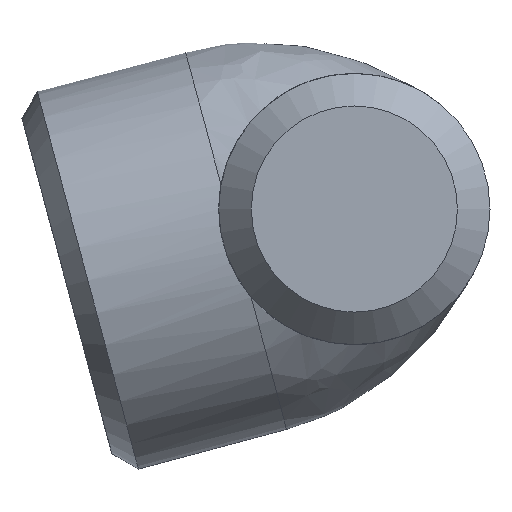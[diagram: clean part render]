
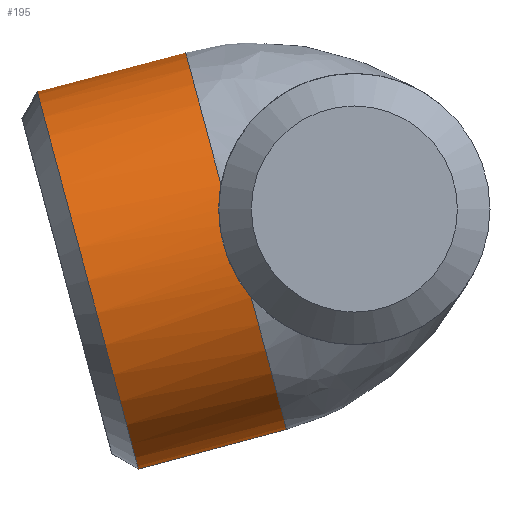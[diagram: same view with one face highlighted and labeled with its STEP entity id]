
A CAD part, front view. The second image highlights one B-rep face of the part: STEP entity #195.
In plain terms, the highlighted cylindrical face has radius 1.8 mm (diameter 3.6 mm), a full revolution.
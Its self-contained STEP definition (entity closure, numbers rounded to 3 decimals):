
#18=B_SPLINE_CURVE_WITH_KNOTS('',3,(#307,#308,#309,#310,#311,#312,#313,
#314),.UNSPECIFIED.,.F.,.F.,(4,2,2,4),(0.559,0.591,
0.64,0.646),.UNSPECIFIED.);
#21=B_SPLINE_CURVE_WITH_KNOTS('',3,(#346,#347,#348,#349,#350,#351,#352,
#353),.UNSPECIFIED.,.F.,.F.,(4,2,2,4),(0.143,0.148,
0.197,0.229),.UNSPECIFIED.);
#22=B_SPLINE_CURVE_WITH_KNOTS('',3,(#356,#357,#358,#359,#360,#361),
 .UNSPECIFIED.,.F.,.F.,(4,2,4),(0.229,0.246,0.252),
 .UNSPECIFIED.);
#25=B_SPLINE_CURVE_WITH_KNOTS('',3,(#392,#393,#394,#395,#396,#397),
 .UNSPECIFIED.,.F.,.F.,(4,2,4),(0.537,0.542,0.559),
 .UNSPECIFIED.);
#42=FACE_OUTER_BOUND('',#55,.T.);
#55=EDGE_LOOP('',(#165,#166,#167,#168,#169,#170,#171,#172,#173,#174,#175));
#64=LINE('',#417,#71);
#71=VECTOR('',#284,1.8);
#78=CIRCLE('',#226,1.8);
#79=CIRCLE('',#227,1.8);
#81=CIRCLE('',#231,1.8);
#82=CIRCLE('',#232,1.8);
#83=CIRCLE('',#233,1.8);
#89=VERTEX_POINT('',#304);
#90=VERTEX_POINT('',#306);
#92=VERTEX_POINT('',#330);
#93=VERTEX_POINT('',#345);
#94=VERTEX_POINT('',#355);
#96=VERTEX_POINT('',#377);
#98=VERTEX_POINT('',#405);
#99=VERTEX_POINT('',#406);
#101=VERTEX_POINT('',#415);
#110=EDGE_CURVE('',#89,#90,#18,.T.);
#113=EDGE_CURVE('',#92,#93,#21,.T.);
#115=EDGE_CURVE('',#93,#94,#22,.T.);
#118=EDGE_CURVE('',#96,#89,#25,.T.);
#121=EDGE_CURVE('',#98,#99,#78,.T.);
#122=EDGE_CURVE('',#99,#98,#79,.T.);
#125=EDGE_CURVE('',#94,#96,#81,.T.);
#126=EDGE_CURVE('',#101,#92,#82,.T.);
#127=EDGE_CURVE('',#101,#99,#64,.T.);
#128=EDGE_CURVE('',#90,#101,#83,.T.);
#165=ORIENTED_EDGE('',*,*,#118,.F.);
#166=ORIENTED_EDGE('',*,*,#125,.F.);
#167=ORIENTED_EDGE('',*,*,#115,.F.);
#168=ORIENTED_EDGE('',*,*,#113,.F.);
#169=ORIENTED_EDGE('',*,*,#126,.F.);
#170=ORIENTED_EDGE('',*,*,#127,.T.);
#171=ORIENTED_EDGE('',*,*,#121,.F.);
#172=ORIENTED_EDGE('',*,*,#122,.F.);
#173=ORIENTED_EDGE('',*,*,#127,.F.);
#174=ORIENTED_EDGE('',*,*,#128,.F.);
#175=ORIENTED_EDGE('',*,*,#110,.F.);
#185=CYLINDRICAL_SURFACE('',#230,1.8);
#195=ADVANCED_FACE('',(#42),#185,.T.);
#226=AXIS2_PLACEMENT_3D('',#407,#269,#270);
#227=AXIS2_PLACEMENT_3D('',#408,#271,#272);
#230=AXIS2_PLACEMENT_3D('',#413,#278,#279);
#231=AXIS2_PLACEMENT_3D('',#414,#280,#281);
#232=AXIS2_PLACEMENT_3D('',#416,#282,#283);
#233=AXIS2_PLACEMENT_3D('',#418,#285,#286);
#269=DIRECTION('center_axis',(-0.966,0.,-0.259));
#270=DIRECTION('ref_axis',(0.259,0.,-0.966));
#271=DIRECTION('center_axis',(-0.966,0.,-0.259));
#272=DIRECTION('ref_axis',(0.259,0.,-0.966));
#278=DIRECTION('center_axis',(0.966,0.,0.259));
#279=DIRECTION('ref_axis',(-0.259,0.,0.966));
#280=DIRECTION('center_axis',(0.966,0.,0.259));
#281=DIRECTION('ref_axis',(0.259,0.,-0.966));
#282=DIRECTION('center_axis',(0.966,0.,0.259));
#283=DIRECTION('ref_axis',(0.259,0.,-0.966));
#284=DIRECTION('',(-0.966,0.,-0.259));
#285=DIRECTION('center_axis',(0.966,0.,0.259));
#286=DIRECTION('ref_axis',(0.259,0.,-0.966));
#304=CARTESIAN_POINT('',(25.287,-0.043,5.587));
#306=CARTESIAN_POINT('',(25.586,0.009,4.776));
#307=CARTESIAN_POINT('Ctrl Pts',(25.287,-0.043,5.587));
#308=CARTESIAN_POINT('Ctrl Pts',(25.287,-0.063,5.477));
#309=CARTESIAN_POINT('Ctrl Pts',(25.302,-0.073,5.367));
#310=CARTESIAN_POINT('Ctrl Pts',(25.372,-0.073,5.106));
#311=CARTESIAN_POINT('Ctrl Pts',(25.449,-0.049,4.95));
#312=CARTESIAN_POINT('Ctrl Pts',(25.563,-0.001,
4.804));
#313=CARTESIAN_POINT('Ctrl Pts',(25.574,0.004,4.79));
#314=CARTESIAN_POINT('Ctrl Pts',(25.586,0.009,4.776));
#330=CARTESIAN_POINT('',(25.586,3.445,4.776));
#345=CARTESIAN_POINT('',(25.287,3.498,5.587));
#346=CARTESIAN_POINT('Ctrl Pts',(25.586,3.445,4.776));
#347=CARTESIAN_POINT('Ctrl Pts',(25.574,3.451,4.79));
#348=CARTESIAN_POINT('Ctrl Pts',(25.563,3.456,4.804));
#349=CARTESIAN_POINT('Ctrl Pts',(25.449,3.503,4.95));
#350=CARTESIAN_POINT('Ctrl Pts',(25.372,3.527,5.106));
#351=CARTESIAN_POINT('Ctrl Pts',(25.302,3.527,5.367));
#352=CARTESIAN_POINT('Ctrl Pts',(25.287,3.517,5.477));
#353=CARTESIAN_POINT('Ctrl Pts',(25.287,3.498,5.587));
#355=CARTESIAN_POINT('',(25.308,3.445,5.814));
#356=CARTESIAN_POINT('Ctrl Pts',(25.287,3.498,5.587));
#357=CARTESIAN_POINT('Ctrl Pts',(25.287,3.488,5.644));
#358=CARTESIAN_POINT('Ctrl Pts',(25.291,3.475,5.702));
#359=CARTESIAN_POINT('Ctrl Pts',(25.302,3.456,5.777));
#360=CARTESIAN_POINT('Ctrl Pts',(25.305,3.451,5.796));
#361=CARTESIAN_POINT('Ctrl Pts',(25.308,3.445,5.814));
#377=CARTESIAN_POINT('',(25.308,0.009,5.814));
#392=CARTESIAN_POINT('Ctrl Pts',(25.308,0.009,5.814));
#393=CARTESIAN_POINT('Ctrl Pts',(25.305,0.004,5.796));
#394=CARTESIAN_POINT('Ctrl Pts',(25.302,-0.001,
5.777));
#395=CARTESIAN_POINT('Ctrl Pts',(25.291,-0.02,5.702));
#396=CARTESIAN_POINT('Ctrl Pts',(25.287,-0.033,5.644));
#397=CARTESIAN_POINT('Ctrl Pts',(25.287,-0.043,5.587));
#405=CARTESIAN_POINT('',(23.616,1.727,6.667));
#406=CARTESIAN_POINT('',(24.547,1.727,3.19));
#407=CARTESIAN_POINT('Origin',(24.082,1.727,4.929));
#408=CARTESIAN_POINT('Origin',(24.082,1.727,4.929));
#413=CARTESIAN_POINT('Origin',(24.571,1.727,5.06));
#414=CARTESIAN_POINT('Origin',(25.447,1.727,5.295));
#415=CARTESIAN_POINT('',(25.913,1.727,3.556));
#416=CARTESIAN_POINT('Origin',(25.447,1.727,5.295));
#417=CARTESIAN_POINT('',(25.037,1.727,3.321));
#418=CARTESIAN_POINT('Origin',(25.447,1.727,5.295));
